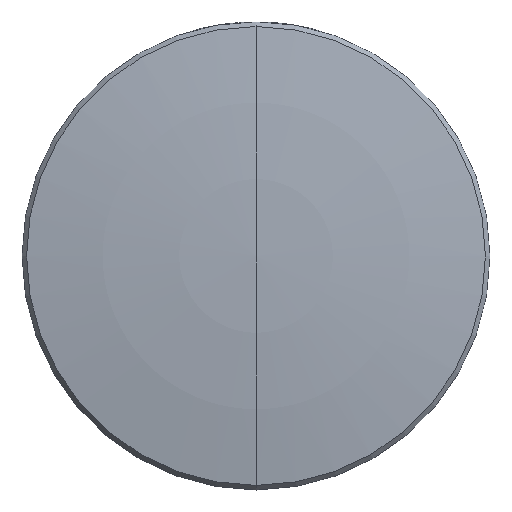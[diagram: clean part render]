
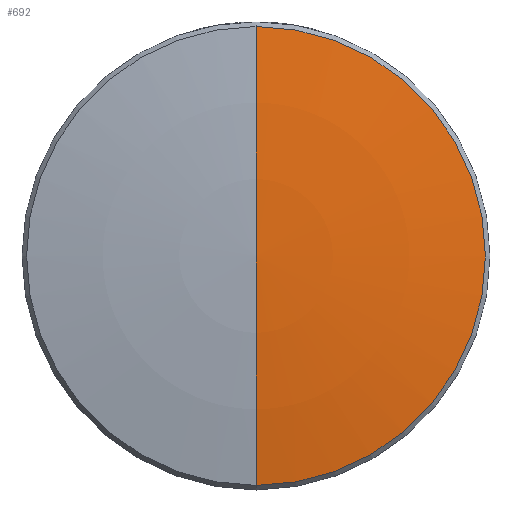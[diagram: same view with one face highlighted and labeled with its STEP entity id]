
A CAD part, top view. The second image highlights one B-rep face of the part: STEP entity #692.
In plain terms, the highlighted toroidal (fillet/blend) face has major radius 0.05 mm and minor radius 80.51 mm.
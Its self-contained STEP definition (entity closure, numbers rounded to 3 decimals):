
#124 = CARTESIAN_POINT ( 'NONE',  ( 0., -0.05, -77.51 ) ) ;
#186 = CIRCLE ( 'NONE', #1792, 80.51 ) ;
#367 = ORIENTED_EDGE ( 'NONE', *, *, #2380, .F. ) ;
#410 = DIRECTION ( 'NONE',  ( 0., 1., 0. ) ) ;
#502 = DIRECTION ( 'NONE',  ( 0., 1., 0. ) ) ;
#571 = CARTESIAN_POINT ( 'NONE',  ( 0., 0.05, -77.51 ) ) ;
#692 = ADVANCED_FACE ( 'NONE', ( #1397 ), #737, .T. ) ;
#737 = TOROIDAL_SURFACE ( 'NONE', #796, 0.05, 80.51 ) ;
#757 = DIRECTION ( 'NONE',  ( -1., 0., 0. ) ) ;
#796 = AXIS2_PLACEMENT_3D ( 'NONE', #2161, #1603, #2381 ) ;
#845 = CARTESIAN_POINT ( 'NONE',  ( 0., -12.453, 2.039 ) ) ;
#981 = DIRECTION ( 'NONE',  ( 0., 0., 1. ) ) ;
#1001 = VERTEX_POINT ( 'NONE', #1097 ) ;
#1077 = AXIS2_PLACEMENT_3D ( 'NONE', #1386, #981, #410 ) ;
#1079 = EDGE_LOOP ( 'NONE', ( #367, #2404, #1798 ) ) ;
#1097 = CARTESIAN_POINT ( 'NONE',  ( 0., 0., 3. ) ) ;
#1384 = EDGE_CURVE ( 'NONE', #1001, #2202, #186, .T. ) ;
#1386 = CARTESIAN_POINT ( 'NONE',  ( 0., 0., 2.039 ) ) ;
#1397 = FACE_OUTER_BOUND ( 'NONE', #1079, .T. ) ;
#1600 = AXIS2_PLACEMENT_3D ( 'NONE', #571, #757, #1909 ) ;
#1603 = DIRECTION ( 'NONE',  ( 0., 0., -1. ) ) ;
#1669 = DIRECTION ( 'NONE',  ( 1., 0., 0. ) ) ;
#1792 = AXIS2_PLACEMENT_3D ( 'NONE', #124, #1669, #502 ) ;
#1798 = ORIENTED_EDGE ( 'NONE', *, *, #2437, .T. ) ;
#1909 = DIRECTION ( 'NONE',  ( 0., 0., 1. ) ) ;
#2132 = CIRCLE ( 'NONE', #1077, 12.453 ) ;
#2161 = CARTESIAN_POINT ( 'NONE',  ( 0., 0., -77.51 ) ) ;
#2200 = VERTEX_POINT ( 'NONE', #2411 ) ;
#2202 = VERTEX_POINT ( 'NONE', #845 ) ;
#2380 = EDGE_CURVE ( 'NONE', #1001, #2200, #2479, .T. ) ;
#2381 = DIRECTION ( 'NONE',  ( 0., 1., 0. ) ) ;
#2404 = ORIENTED_EDGE ( 'NONE', *, *, #1384, .T. ) ;
#2411 = CARTESIAN_POINT ( 'NONE',  ( 0., 12.453, 2.039 ) ) ;
#2437 = EDGE_CURVE ( 'NONE', #2202, #2200, #2132, .T. ) ;
#2479 = CIRCLE ( 'NONE', #1600, 80.51 ) ;
